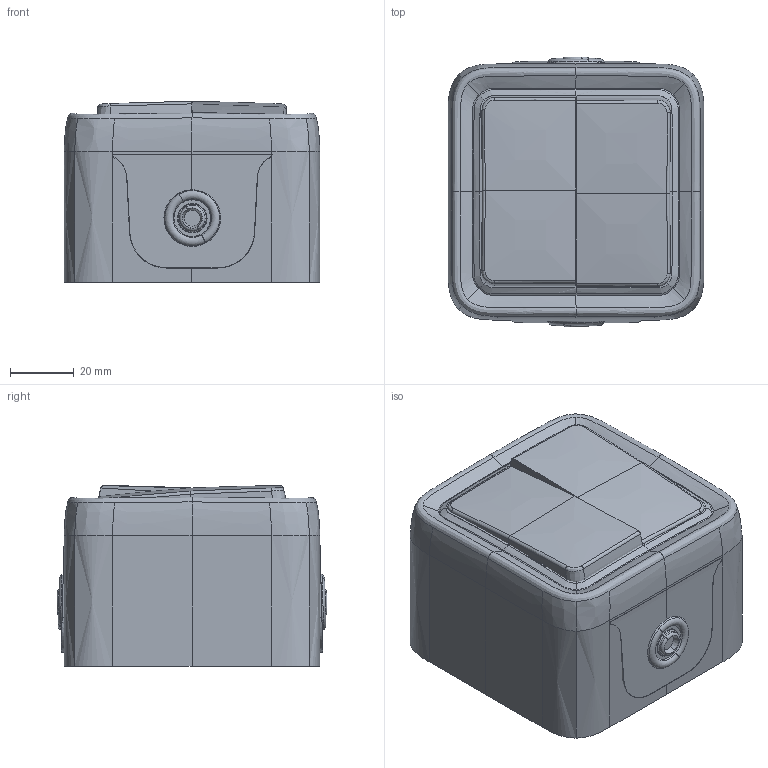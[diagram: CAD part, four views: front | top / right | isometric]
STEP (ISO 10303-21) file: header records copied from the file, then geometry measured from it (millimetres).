
FILE_DESCRIPTION(('CATIA V5 STEP Exchange','CAx-IF Rec.Pracs.--- Model Styling and Organization---1.5--- 2016-08-15','CAx-IF Rec.Pracs.---Supplemental Geometry---1.0---2011-11-01','CAx-IF Rec.Pracs.--- Composite Materials ---1.1---2010-07-15'),'2;1');
FILE_NAME('069714 _AllCATPart.stp','2021-09-21T14:14:03+00:00',('none'),('none'),'CATIA Version 5-6 Release 2020 SP3','CATIA V5 STEP AP214 v2','none');
FILE_SCHEMA(('AUTOMOTIVE_DESIGN { 1 0 10303 214 1 1 1 1 }'));
Length unit declared in the file: millimetre
Products named in the file (1): 069714 _AllCATPart
Bounding box: 80 x 84.38 x 56.56 mm (x, y, z)
Surface area: 59288.5 mm2 (no closed solid volume)
Topology: 0 solids, 17 shells, 197 faces, 553 edges, 376 vertices
Faces by surface type: bspline 94, plane 35, extrusion 28, cone 28, torus 8, cylinder 4
Entity records: 32709 total; most frequent: CARTESIAN_POINT 28708, ORIENTED_EDGE 944, EDGE_CURVE 551, B_SPLINE_CURVE_WITH_KNOTS 386, VERTEX_POINT 376, DIRECTION 371, EDGE_LOOP 207, ADVANCED_FACE 197
